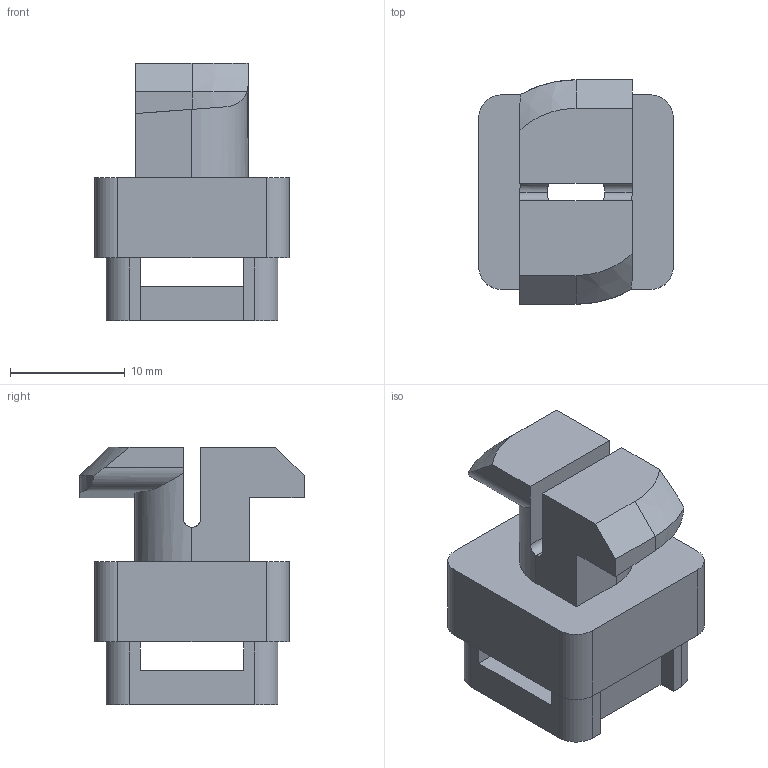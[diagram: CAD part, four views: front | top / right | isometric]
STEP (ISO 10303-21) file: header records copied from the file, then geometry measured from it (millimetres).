
FILE_DESCRIPTION(('STEP AP214'),'1');
FILE_NAME('cctmp_15E0B15D-A897-4E52-8E46-7B20E8726E3D_2022_06_13_11_10_48_0105_15652..stp','2022-06-13T09:10:48',('Bosch Rexroth AG'),('CADClick - www.CADClick.com'),'Spatial InterOp 3D',' ','unknown authorization - (Healing Option Enabled)');
FILE_SCHEMA(('AUTOMOTIVE_DESIGN'));
Length unit declared in the file: millimetre
Products named in the file (1): 2022_06_13_11_10_48_0105
Bounding box: 17 x 19.6 x 22.5 mm (x, y, z)
Volume: 3222.5 mm3; surface area: 2540 mm2
Topology: 1 solids, 1 shells, 73 faces, 214 edges, 142 vertices
Faces by surface type: plane 51, cylinder 20, cone 2
Entity records: 3156 total; most frequent: CARTESIAN_POINT 576, ORIENTED_EDGE 428, DIRECTION 386, EDGE_CURVE 214, LINE 162, VECTOR 162, VERTEX_POINT 142, AXIS2_PLACEMENT_3D 112
